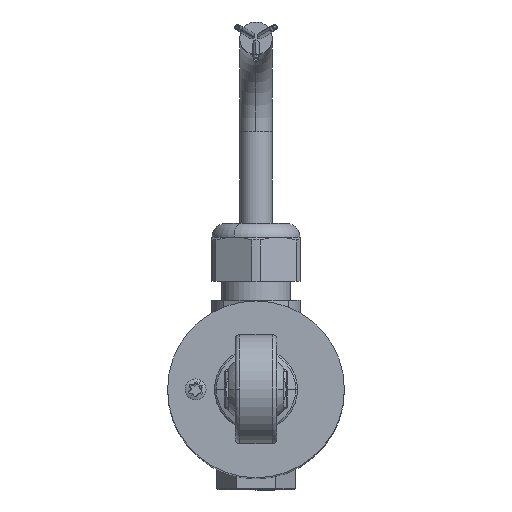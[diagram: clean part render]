
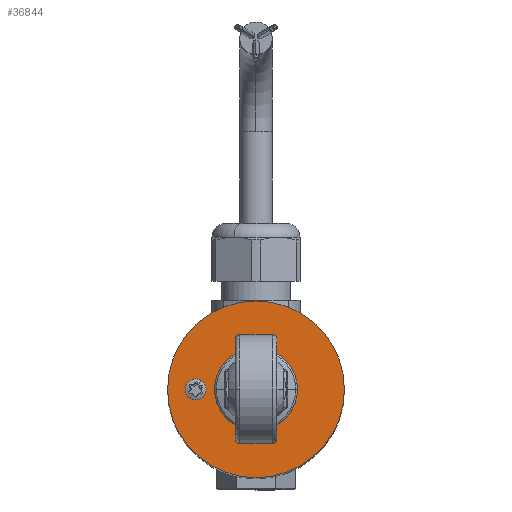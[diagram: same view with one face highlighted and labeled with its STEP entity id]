
A CAD part, top view. The second image highlights one B-rep face of the part: STEP entity #36844.
In plain terms, the highlighted planar face has unit normal (0, 0, 1).
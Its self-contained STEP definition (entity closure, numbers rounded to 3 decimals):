
#110 = CARTESIAN_POINT ( 'NONE',  ( 4.3, 2.552, 208.08 ) ) ;
#2103 = DIRECTION ( 'NONE',  ( 0., 0., -1. ) ) ;
#2515 = FACE_OUTER_BOUND ( 'NONE', #4871, .T. ) ;
#3071 = DIRECTION ( 'NONE',  ( 0., 0., -1. ) ) ;
#4871 = EDGE_LOOP ( 'NONE', ( #14344, #11327 ) ) ;
#4882 = CIRCLE ( 'NONE', #9864, 2.25 ) ;
#6347 = LINE ( 'NONE', #32870, #41236 ) ;
#6529 = VERTEX_POINT ( 'NONE', #12214 ) ;
#7114 = VERTEX_POINT ( 'NONE', #15753 ) ;
#8009 = EDGE_CURVE ( 'NONE', #11365, #6529, #40588, .T. ) ;
#8440 = VECTOR ( 'NONE', #13641, 1000. ) ;
#8646 = CARTESIAN_POINT ( 'NONE',  ( 0., 0., 208.08 ) ) ;
#8762 = DIRECTION ( 'NONE',  ( 0., 0., -1. ) ) ;
#9864 = AXIS2_PLACEMENT_3D ( 'NONE', #22424, #2103, #25827 ) ;
#10230 = EDGE_CURVE ( 'NONE', #6529, #11365, #28279, .T. ) ;
#10800 = CIRCLE ( 'NONE', #12870, 5. ) ;
#11327 = ORIENTED_EDGE ( 'NONE', *, *, #8009, .F. ) ;
#11365 = VERTEX_POINT ( 'NONE', #41310 ) ;
#12092 = DIRECTION ( 'NONE',  ( -1., 0., 0. ) ) ;
#12162 = DIRECTION ( 'NONE',  ( 0., 0., -1. ) ) ;
#12214 = CARTESIAN_POINT ( 'NONE',  ( -19.05, 0., 208.08 ) ) ;
#12847 = DIRECTION ( 'NONE',  ( 0., 1., 0. ) ) ;
#12850 = CARTESIAN_POINT ( 'NONE',  ( 0., 0., 208.08 ) ) ;
#12870 = AXIS2_PLACEMENT_3D ( 'NONE', #23361, #3071, #26743 ) ;
#13641 = DIRECTION ( 'NONE',  ( 0., -1., 0. ) ) ;
#14344 = ORIENTED_EDGE ( 'NONE', *, *, #10230, .F. ) ;
#14622 = VERTEX_POINT ( 'NONE', #26655 ) ;
#15312 = ORIENTED_EDGE ( 'NONE', *, *, #19971, .T. ) ;
#15753 = CARTESIAN_POINT ( 'NONE',  ( -10.75, 0., 208.08 ) ) ;
#15865 = EDGE_CURVE ( 'NONE', #39672, #7114, #4882, .T. ) ;
#16236 = DIRECTION ( 'NONE',  ( -1., 0., 0. ) ) ;
#17158 = VERTEX_POINT ( 'NONE', #21079 ) ;
#17284 = DIRECTION ( 'NONE',  ( 0., 0., -1. ) ) ;
#17466 = LINE ( 'NONE', #43805, #8440 ) ;
#17493 = EDGE_CURVE ( 'NONE', #17530, #14622, #17466, .T. ) ;
#17530 = VERTEX_POINT ( 'NONE', #110 ) ;
#18714 = CIRCLE ( 'NONE', #20211, 5. ) ;
#18852 = EDGE_LOOP ( 'NONE', ( #43647, #19729 ) ) ;
#19729 = ORIENTED_EDGE ( 'NONE', *, *, #35688, .T. ) ;
#19971 = EDGE_CURVE ( 'NONE', #14622, #17158, #10800, .T. ) ;
#20211 = AXIS2_PLACEMENT_3D ( 'NONE', #8646, #32260, #12092 ) ;
#20585 = FACE_BOUND ( 'NONE', #18852, .T. ) ;
#21079 = CARTESIAN_POINT ( 'NONE',  ( -4.3, -2.552, 208.08 ) ) ;
#21419 = AXIS2_PLACEMENT_3D ( 'NONE', #28998, #8762, #32373 ) ;
#22424 = CARTESIAN_POINT ( 'NONE',  ( -13., 0., 208.08 ) ) ;
#23361 = CARTESIAN_POINT ( 'NONE',  ( 0., 0., 208.08 ) ) ;
#25827 = DIRECTION ( 'NONE',  ( -1., 0., 0. ) ) ;
#26655 = CARTESIAN_POINT ( 'NONE',  ( 4.3, -2.552, 208.08 ) ) ;
#26743 = DIRECTION ( 'NONE',  ( -1., 0., 0. ) ) ;
#27495 = CARTESIAN_POINT ( 'NONE',  ( 0., 0., 208.08 ) ) ;
#28133 = AXIS2_PLACEMENT_3D ( 'NONE', #37474, #17284, #40835 ) ;
#28279 = CIRCLE ( 'NONE', #28605, 19.05 ) ;
#28605 = AXIS2_PLACEMENT_3D ( 'NONE', #12850, #36425, #16236 ) ;
#28959 = DIRECTION ( 'NONE',  ( -1., 0., 0. ) ) ;
#28998 = CARTESIAN_POINT ( 'NONE',  ( 0., 19.05, 208.08 ) ) ;
#29567 = AXIS2_PLACEMENT_3D ( 'NONE', #27495, #12162, #28959 ) ;
#29691 = CARTESIAN_POINT ( 'NONE',  ( -15.25, 0., 208.08 ) ) ;
#29759 = CARTESIAN_POINT ( 'NONE',  ( -4.3, 2.552, 208.08 ) ) ;
#32260 = DIRECTION ( 'NONE',  ( 0., 0., -1. ) ) ;
#32373 = DIRECTION ( 'NONE',  ( -1., 0., 0. ) ) ;
#32870 = CARTESIAN_POINT ( 'NONE',  ( -4.3, 2.552, 208.08 ) ) ;
#34602 = EDGE_CURVE ( 'NONE', #34790, #17530, #18714, .T. ) ;
#34790 = VERTEX_POINT ( 'NONE', #29759 ) ;
#34837 = ORIENTED_EDGE ( 'NONE', *, *, #17493, .T. ) ;
#35642 = PLANE ( 'NONE',  #21419 ) ;
#35688 = EDGE_CURVE ( 'NONE', #7114, #39672, #43335, .T. ) ;
#35730 = ORIENTED_EDGE ( 'NONE', *, *, #34602, .T. ) ;
#36425 = DIRECTION ( 'NONE',  ( 0., 0., -1. ) ) ;
#36844 = ADVANCED_FACE ( 'NONE', ( #20585, #37417, #2515 ), #35642, .F. ) ;
#37417 = FACE_BOUND ( 'NONE', #38846, .T. ) ;
#37474 = CARTESIAN_POINT ( 'NONE',  ( -13., 0., 208.08 ) ) ;
#38846 = EDGE_LOOP ( 'NONE', ( #41257, #35730, #34837, #15312 ) ) ;
#39672 = VERTEX_POINT ( 'NONE', #29691 ) ;
#40011 = EDGE_CURVE ( 'NONE', #17158, #34790, #6347, .T. ) ;
#40588 = CIRCLE ( 'NONE', #29567, 19.05 ) ;
#40835 = DIRECTION ( 'NONE',  ( -1., 0., 0. ) ) ;
#41236 = VECTOR ( 'NONE', #12847, 1000. ) ;
#41257 = ORIENTED_EDGE ( 'NONE', *, *, #40011, .T. ) ;
#41310 = CARTESIAN_POINT ( 'NONE',  ( 19.05, 0., 208.08 ) ) ;
#43335 = CIRCLE ( 'NONE', #28133, 2.25 ) ;
#43647 = ORIENTED_EDGE ( 'NONE', *, *, #15865, .T. ) ;
#43805 = CARTESIAN_POINT ( 'NONE',  ( 4.3, 2.552, 208.08 ) ) ;
